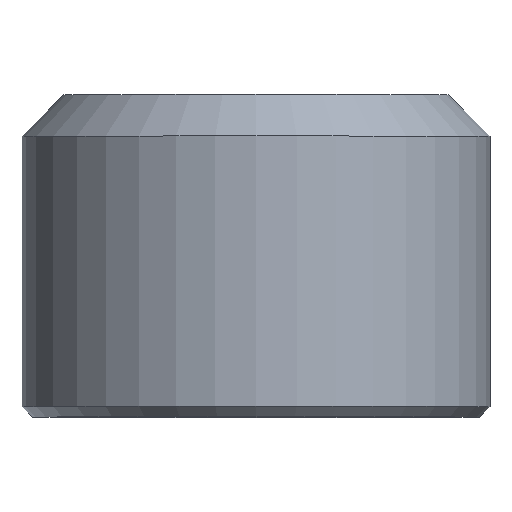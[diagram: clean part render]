
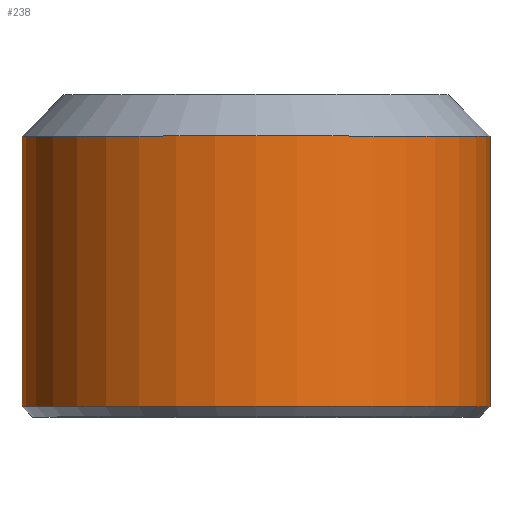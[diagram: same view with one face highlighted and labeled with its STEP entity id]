
A CAD part, top view. The second image highlights one B-rep face of the part: STEP entity #238.
In plain terms, the highlighted cylindrical face has radius 11.25 mm (diameter 22.5 mm), a full revolution.
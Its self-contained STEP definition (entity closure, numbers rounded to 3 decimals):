
#17=CYLINDRICAL_SURFACE('',#273,11.25);
#33=FACE_OUTER_BOUND('',#52,.T.);
#52=EDGE_LOOP('',(#171,#172,#173,#174,#175));
#71=LINE('',#401,#85);
#85=VECTOR('',#321,11.25);
#98=CIRCLE('',#269,11.25);
#101=CIRCLE('',#274,11.25);
#102=CIRCLE('',#275,11.25);
#114=VERTEX_POINT('',#388);
#117=VERTEX_POINT('',#397);
#118=VERTEX_POINT('',#398);
#133=EDGE_CURVE('',#114,#114,#98,.T.);
#137=EDGE_CURVE('',#117,#118,#101,.T.);
#138=EDGE_CURVE('',#118,#117,#102,.T.);
#139=EDGE_CURVE('',#118,#114,#71,.T.);
#171=ORIENTED_EDGE('',*,*,#137,.F.);
#172=ORIENTED_EDGE('',*,*,#138,.F.);
#173=ORIENTED_EDGE('',*,*,#139,.T.);
#174=ORIENTED_EDGE('',*,*,#133,.F.);
#175=ORIENTED_EDGE('',*,*,#139,.F.);
#238=ADVANCED_FACE('',(#33),#17,.T.);
#269=AXIS2_PLACEMENT_3D('',#389,#306,#307);
#273=AXIS2_PLACEMENT_3D('',#396,#315,#316);
#274=AXIS2_PLACEMENT_3D('',#399,#317,#318);
#275=AXIS2_PLACEMENT_3D('',#400,#319,#320);
#306=DIRECTION('center_axis',(0.,-1.,0.));
#307=DIRECTION('ref_axis',(1.,0.,0.));
#315=DIRECTION('center_axis',(0.,1.,0.));
#316=DIRECTION('ref_axis',(1.,0.,0.));
#317=DIRECTION('center_axis',(0.,1.,0.));
#318=DIRECTION('ref_axis',(-1.,0.,0.));
#319=DIRECTION('center_axis',(0.,1.,0.));
#320=DIRECTION('ref_axis',(-1.,0.,0.));
#321=DIRECTION('',(0.,-1.,0.));
#388=CARTESIAN_POINT('',(-11.25,0.5,0.));
#389=CARTESIAN_POINT('Origin',(0.,0.5,0.));
#396=CARTESIAN_POINT('Origin',(0.,0.,0.));
#397=CARTESIAN_POINT('',(11.25,13.5,0.));
#398=CARTESIAN_POINT('',(-11.25,13.5,0.));
#399=CARTESIAN_POINT('Origin',(0.,13.5,0.));
#400=CARTESIAN_POINT('Origin',(0.,13.5,0.));
#401=CARTESIAN_POINT('',(-11.25,0.,0.));
